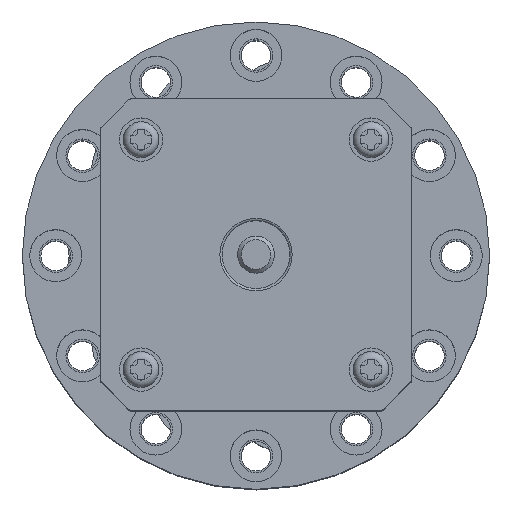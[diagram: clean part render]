
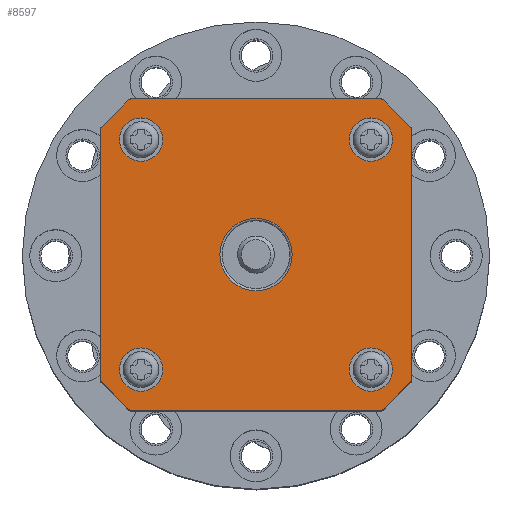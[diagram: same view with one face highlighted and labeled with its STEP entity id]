
A CAD part, top view. The second image highlights one B-rep face of the part: STEP entity #8597.
In plain terms, the highlighted face is planar.
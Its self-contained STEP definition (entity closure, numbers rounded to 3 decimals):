
#758=LINE('',#15497,#1298);
#764=LINE('',#15515,#1304);
#765=LINE('',#15519,#1305);
#766=LINE('',#15523,#1306);
#767=LINE('',#15527,#1307);
#768=LINE('',#15531,#1308);
#769=LINE('',#15535,#1309);
#770=LINE('',#15539,#1310);
#1298=VECTOR('',#12017,1000.);
#1304=VECTOR('',#12035,1000.);
#1305=VECTOR('',#12038,1000.);
#1306=VECTOR('',#12041,1000.);
#1307=VECTOR('',#12044,1000.);
#1308=VECTOR('',#12047,1000.);
#1309=VECTOR('',#12050,1000.);
#1310=VECTOR('',#12053,1000.);
#1974=FACE_BOUND('',#3042,.T.);
#1975=FACE_BOUND('',#3043,.T.);
#1976=FACE_BOUND('',#3044,.T.);
#1977=FACE_BOUND('',#3045,.T.);
#1978=FACE_BOUND('',#3046,.T.);
#2336=FACE_OUTER_BOUND('',#3041,.T.);
#3041=EDGE_LOOP('',(#7159,#7160,#7161,#7162,#7163,#7164,#7165,#7166,#7167,
#7168,#7169,#7170,#7171,#7172,#7173,#7174));
#3042=EDGE_LOOP('',(#7175));
#3043=EDGE_LOOP('',(#7176));
#3044=EDGE_LOOP('',(#7177));
#3045=EDGE_LOOP('',(#7178));
#3046=EDGE_LOOP('',(#7179));
#3659=CIRCLE('',#9792,0.5);
#3660=CIRCLE('',#9793,0.5);
#3661=CIRCLE('',#9794,0.5);
#3662=CIRCLE('',#9795,0.5);
#3663=CIRCLE('',#9796,0.5);
#3664=CIRCLE('',#9797,0.5);
#3665=CIRCLE('',#9798,0.5);
#3666=CIRCLE('',#9799,0.5);
#3667=CIRCLE('',#9800,4.872);
#3668=CIRCLE('',#9801,2.921);
#3669=CIRCLE('',#9802,2.921);
#3670=CIRCLE('',#9803,2.921);
#3671=CIRCLE('',#9804,2.921);
#4248=VERTEX_POINT('',#15494);
#4249=VERTEX_POINT('',#15496);
#4254=VERTEX_POINT('',#15512);
#4255=VERTEX_POINT('',#15514);
#4256=VERTEX_POINT('',#15516);
#4257=VERTEX_POINT('',#15518);
#4258=VERTEX_POINT('',#15520);
#4259=VERTEX_POINT('',#15522);
#4260=VERTEX_POINT('',#15524);
#4261=VERTEX_POINT('',#15526);
#4262=VERTEX_POINT('',#15528);
#4263=VERTEX_POINT('',#15530);
#4264=VERTEX_POINT('',#15532);
#4265=VERTEX_POINT('',#15534);
#4266=VERTEX_POINT('',#15536);
#4267=VERTEX_POINT('',#15538);
#4268=VERTEX_POINT('',#15541);
#4269=VERTEX_POINT('',#15543);
#4270=VERTEX_POINT('',#15545);
#4271=VERTEX_POINT('',#15547);
#4272=VERTEX_POINT('',#15549);
#5261=EDGE_CURVE('',#4248,#4249,#758,.T.);
#5269=EDGE_CURVE('',#4248,#4254,#3659,.F.);
#5270=EDGE_CURVE('',#4254,#4255,#764,.F.);
#5271=EDGE_CURVE('',#4255,#4256,#3660,.F.);
#5272=EDGE_CURVE('',#4257,#4256,#765,.T.);
#5273=EDGE_CURVE('',#4257,#4258,#3661,.F.);
#5274=EDGE_CURVE('',#4258,#4259,#766,.F.);
#5275=EDGE_CURVE('',#4259,#4260,#3662,.F.);
#5276=EDGE_CURVE('',#4261,#4260,#767,.T.);
#5277=EDGE_CURVE('',#4261,#4262,#3663,.F.);
#5278=EDGE_CURVE('',#4262,#4263,#768,.F.);
#5279=EDGE_CURVE('',#4263,#4264,#3664,.F.);
#5280=EDGE_CURVE('',#4265,#4264,#769,.T.);
#5281=EDGE_CURVE('',#4265,#4266,#3665,.F.);
#5282=EDGE_CURVE('',#4266,#4267,#770,.F.);
#5283=EDGE_CURVE('',#4267,#4249,#3666,.F.);
#5284=EDGE_CURVE('',#4268,#4268,#3667,.T.);
#5285=EDGE_CURVE('',#4269,#4269,#3668,.T.);
#5286=EDGE_CURVE('',#4270,#4270,#3669,.T.);
#5287=EDGE_CURVE('',#4271,#4271,#3670,.T.);
#5288=EDGE_CURVE('',#4272,#4272,#3671,.T.);
#7159=ORIENTED_EDGE('',*,*,#5261,.F.);
#7160=ORIENTED_EDGE('',*,*,#5269,.T.);
#7161=ORIENTED_EDGE('',*,*,#5270,.T.);
#7162=ORIENTED_EDGE('',*,*,#5271,.T.);
#7163=ORIENTED_EDGE('',*,*,#5272,.F.);
#7164=ORIENTED_EDGE('',*,*,#5273,.T.);
#7165=ORIENTED_EDGE('',*,*,#5274,.T.);
#7166=ORIENTED_EDGE('',*,*,#5275,.T.);
#7167=ORIENTED_EDGE('',*,*,#5276,.F.);
#7168=ORIENTED_EDGE('',*,*,#5277,.T.);
#7169=ORIENTED_EDGE('',*,*,#5278,.T.);
#7170=ORIENTED_EDGE('',*,*,#5279,.T.);
#7171=ORIENTED_EDGE('',*,*,#5280,.F.);
#7172=ORIENTED_EDGE('',*,*,#5281,.T.);
#7173=ORIENTED_EDGE('',*,*,#5282,.T.);
#7174=ORIENTED_EDGE('',*,*,#5283,.T.);
#7175=ORIENTED_EDGE('',*,*,#5284,.T.);
#7176=ORIENTED_EDGE('',*,*,#5285,.T.);
#7177=ORIENTED_EDGE('',*,*,#5286,.T.);
#7178=ORIENTED_EDGE('',*,*,#5287,.T.);
#7179=ORIENTED_EDGE('',*,*,#5288,.T.);
#8125=PLANE('',#9791);
#8597=ADVANCED_FACE('',(#2336,#1974,#1975,#1976,#1977,#1978),#8125,.F.);
#9791=AXIS2_PLACEMENT_3D('',#15511,#12031,#12032);
#9792=AXIS2_PLACEMENT_3D('',#15513,#12033,#12034);
#9793=AXIS2_PLACEMENT_3D('',#15517,#12036,#12037);
#9794=AXIS2_PLACEMENT_3D('',#15521,#12039,#12040);
#9795=AXIS2_PLACEMENT_3D('',#15525,#12042,#12043);
#9796=AXIS2_PLACEMENT_3D('',#15529,#12045,#12046);
#9797=AXIS2_PLACEMENT_3D('',#15533,#12048,#12049);
#9798=AXIS2_PLACEMENT_3D('',#15537,#12051,#12052);
#9799=AXIS2_PLACEMENT_3D('',#15540,#12054,#12055);
#9800=AXIS2_PLACEMENT_3D('',#15542,#12056,#12057);
#9801=AXIS2_PLACEMENT_3D('',#15544,#12058,#12059);
#9802=AXIS2_PLACEMENT_3D('',#15546,#12060,#12061);
#9803=AXIS2_PLACEMENT_3D('',#15548,#12062,#12063);
#9804=AXIS2_PLACEMENT_3D('',#15550,#12064,#12065);
#12017=DIRECTION('',(-1.,0.,0.));
#12031=DIRECTION('center_axis',(0.,-1.,0.));
#12032=DIRECTION('ref_axis',(0.,0.,-1.));
#12033=DIRECTION('center_axis',(0.,-1.,0.));
#12034=DIRECTION('ref_axis',(0.,0.,-1.));
#12035=DIRECTION('',(-0.707,0.,0.707));
#12036=DIRECTION('center_axis',(0.,-1.,0.));
#12037=DIRECTION('ref_axis',(0.,0.,-1.));
#12038=DIRECTION('',(0.,0.,1.));
#12039=DIRECTION('center_axis',(0.,-1.,0.));
#12040=DIRECTION('ref_axis',(0.,0.,-1.));
#12041=DIRECTION('',(0.707,0.,0.707));
#12042=DIRECTION('center_axis',(0.,-1.,0.));
#12043=DIRECTION('ref_axis',(0.,0.,-1.));
#12044=DIRECTION('',(1.,0.,0.));
#12045=DIRECTION('center_axis',(0.,-1.,0.));
#12046=DIRECTION('ref_axis',(0.,0.,-1.));
#12047=DIRECTION('',(0.707,0.,-0.707));
#12048=DIRECTION('center_axis',(0.,-1.,0.));
#12049=DIRECTION('ref_axis',(0.,0.,-1.));
#12050=DIRECTION('',(0.,0.,-1.));
#12051=DIRECTION('center_axis',(0.,-1.,0.));
#12052=DIRECTION('ref_axis',(0.,0.,-1.));
#12053=DIRECTION('',(-0.707,0.,-0.707));
#12054=DIRECTION('center_axis',(0.,-1.,0.));
#12055=DIRECTION('ref_axis',(0.,0.,-1.));
#12056=DIRECTION('center_axis',(0.,-1.,0.));
#12057=DIRECTION('ref_axis',(0.,0.,-1.));
#12058=DIRECTION('center_axis',(0.,-1.,0.));
#12059=DIRECTION('ref_axis',(-1.,0.,0.));
#12060=DIRECTION('center_axis',(0.,-1.,0.));
#12061=DIRECTION('ref_axis',(-1.,0.,0.));
#12062=DIRECTION('center_axis',(0.,-1.,0.));
#12063=DIRECTION('ref_axis',(-1.,0.,0.));
#12064=DIRECTION('center_axis',(0.,-1.,0.));
#12065=DIRECTION('ref_axis',(-1.,0.,0.));
#15494=CARTESIAN_POINT('',(16.793,60.,21.));
#15496=CARTESIAN_POINT('',(-16.793,60.,21.));
#15497=CARTESIAN_POINT('',(21.,60.,21.));
#15511=CARTESIAN_POINT('Origin',(0.,60.,0.));
#15512=CARTESIAN_POINT('',(17.146,60.,20.854));
#15513=CARTESIAN_POINT('Origin',(16.793,60.,20.5));
#15514=CARTESIAN_POINT('',(20.854,60.,17.146));
#15515=CARTESIAN_POINT('',(21.,60.,17.));
#15516=CARTESIAN_POINT('',(21.,60.,16.793));
#15517=CARTESIAN_POINT('Origin',(20.5,60.,16.793));
#15518=CARTESIAN_POINT('',(21.,60.,-16.793));
#15519=CARTESIAN_POINT('',(21.,60.,-21.));
#15520=CARTESIAN_POINT('',(20.854,60.,-17.146));
#15521=CARTESIAN_POINT('Origin',(20.5,60.,-16.793));
#15522=CARTESIAN_POINT('',(17.146,60.,-20.854));
#15523=CARTESIAN_POINT('',(17.,60.,-21.));
#15524=CARTESIAN_POINT('',(16.793,60.,-21.));
#15525=CARTESIAN_POINT('Origin',(16.793,60.,-20.5));
#15526=CARTESIAN_POINT('',(-16.793,60.,-21.));
#15527=CARTESIAN_POINT('',(-21.,60.,-21.));
#15528=CARTESIAN_POINT('',(-17.146,60.,-20.854));
#15529=CARTESIAN_POINT('Origin',(-16.793,60.,-20.5));
#15530=CARTESIAN_POINT('',(-20.854,60.,-17.146));
#15531=CARTESIAN_POINT('',(-21.,60.,-17.));
#15532=CARTESIAN_POINT('',(-21.,60.,-16.793));
#15533=CARTESIAN_POINT('Origin',(-20.5,60.,-16.793));
#15534=CARTESIAN_POINT('',(-21.,60.,16.793));
#15535=CARTESIAN_POINT('',(-21.,60.,21.));
#15536=CARTESIAN_POINT('',(-20.854,60.,17.146));
#15537=CARTESIAN_POINT('Origin',(-20.5,60.,16.793));
#15538=CARTESIAN_POINT('',(-17.146,60.,20.854));
#15539=CARTESIAN_POINT('',(-17.,60.,21.));
#15540=CARTESIAN_POINT('Origin',(-16.793,60.,20.5));
#15541=CARTESIAN_POINT('',(0.,60.,4.872));
#15542=CARTESIAN_POINT('Origin',(0.,60.,
0.));
#15543=CARTESIAN_POINT('',(15.5,60.,12.579));
#15544=CARTESIAN_POINT('Origin',(15.5,60.,15.5));
#15545=CARTESIAN_POINT('',(-15.5,60.,12.579));
#15546=CARTESIAN_POINT('Origin',(-15.5,60.,15.5));
#15547=CARTESIAN_POINT('',(-15.5,60.,-18.421));
#15548=CARTESIAN_POINT('Origin',(-15.5,60.,-15.5));
#15549=CARTESIAN_POINT('',(15.5,60.,-18.421));
#15550=CARTESIAN_POINT('Origin',(15.5,60.,-15.5));
